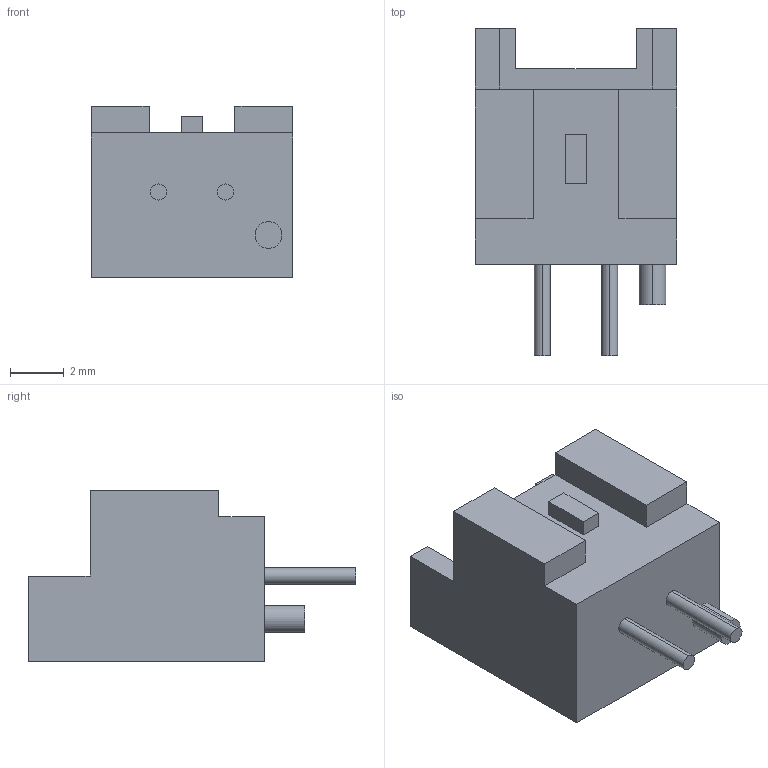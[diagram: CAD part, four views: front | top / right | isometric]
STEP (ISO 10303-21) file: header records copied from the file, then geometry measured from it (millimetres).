
FILE_DESCRIPTION (( 'STEP AP214' ), '1' );
FILE_NAME ('B02B-XASK-1-A.STEP', '2010-06-11T06:23:10', ( ' ' ), ( '' ), 'SwSTEP 2.0', 'SolidWorks 2009', '' );
FILE_SCHEMA (( 'AUTOMOTIVE_DESIGN' ));
Length unit declared in the file: millimetre
Products named in the file (1): B02B-XASK-1-A
Bounding box: 7.5 x 12.2 x 6.4 mm (x, y, z)
Volume: 203.6 mm3; surface area: 442.8 mm2
Topology: 1 solids, 1 shells, 48 faces, 120 edges, 80 vertices
Faces by surface type: plane 38, cylinder 10
Entity records: 1986 total; most frequent: CARTESIAN_POINT 249, ORIENTED_EDGE 240, DIRECTION 238, EDGE_CURVE 120, VECTOR 100, LINE 100, VERTEX_POINT 80, AXIS2_PLACEMENT_3D 69
